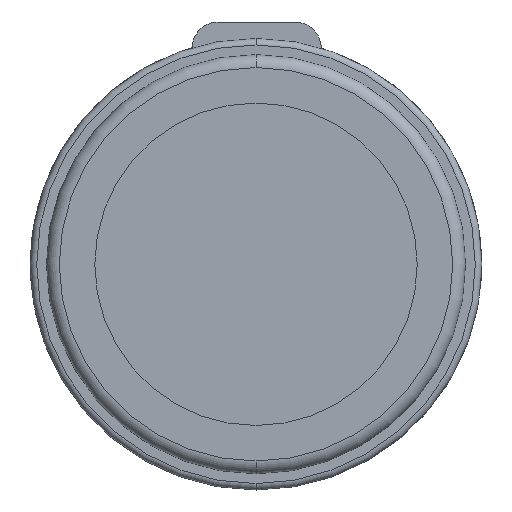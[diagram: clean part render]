
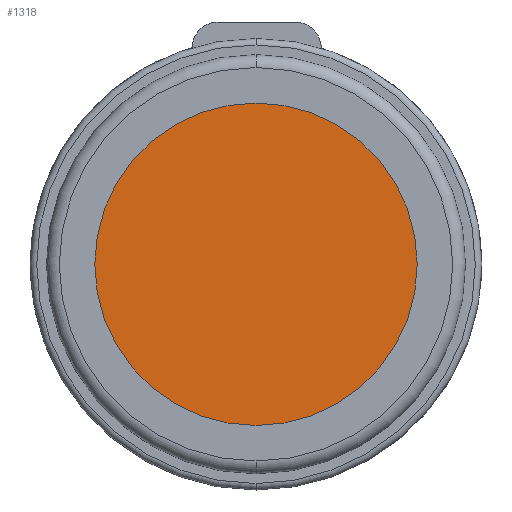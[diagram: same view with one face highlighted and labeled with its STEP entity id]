
A CAD part, front view. The second image highlights one B-rep face of the part: STEP entity #1318.
In plain terms, the highlighted planar face has unit normal (0, -1, 0).
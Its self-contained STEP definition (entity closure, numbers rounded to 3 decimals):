
#8 = DIRECTION ( 'NONE',  ( 0., 0., -1. ) ) ;
#232 = PLANE ( 'NONE',  #1144 ) ;
#246 = CARTESIAN_POINT ( 'NONE',  ( 0., 0.1, 0. ) ) ;
#251 = VERTEX_POINT ( 'NONE', #1146 ) ;
#272 = CARTESIAN_POINT ( 'NONE',  ( 0., 0.1, -25. ) ) ;
#285 = EDGE_CURVE ( 'NONE', #251, #1584, #608, .T. ) ;
#384 = DIRECTION ( 'NONE',  ( 0., -1., 0. ) ) ;
#416 = EDGE_CURVE ( 'NONE', #1584, #251, #663, .T. ) ;
#427 = ORIENTED_EDGE ( 'NONE', *, *, #416, .T. ) ;
#530 = AXIS2_PLACEMENT_3D ( 'NONE', #782, #535, #8 ) ;
#535 = DIRECTION ( 'NONE',  ( 0., -1., 0. ) ) ;
#608 = CIRCLE ( 'NONE', #530, 25. ) ;
#622 = DIRECTION ( 'NONE',  ( 0., -1., 0. ) ) ;
#663 = CIRCLE ( 'NONE', #1059, 25. ) ;
#744 = DIRECTION ( 'NONE',  ( 0., 0., -1. ) ) ;
#782 = CARTESIAN_POINT ( 'NONE',  ( 0., 0.1, 0. ) ) ;
#860 = FACE_OUTER_BOUND ( 'NONE', #1181, .T. ) ;
#1059 = AXIS2_PLACEMENT_3D ( 'NONE', #246, #384, #744 ) ;
#1144 = AXIS2_PLACEMENT_3D ( 'NONE', #1498, #622, #1620 ) ;
#1146 = CARTESIAN_POINT ( 'NONE',  ( 0., 0.1, 25. ) ) ;
#1181 = EDGE_LOOP ( 'NONE', ( #427, #1438 ) ) ;
#1318 = ADVANCED_FACE ( 'NONE', ( #860 ), #232, .T. ) ;
#1438 = ORIENTED_EDGE ( 'NONE', *, *, #285, .T. ) ;
#1498 = CARTESIAN_POINT ( 'NONE',  ( 0., 0.1, 0. ) ) ;
#1584 = VERTEX_POINT ( 'NONE', #272 ) ;
#1620 = DIRECTION ( 'NONE',  ( 0., 0., -1. ) ) ;
